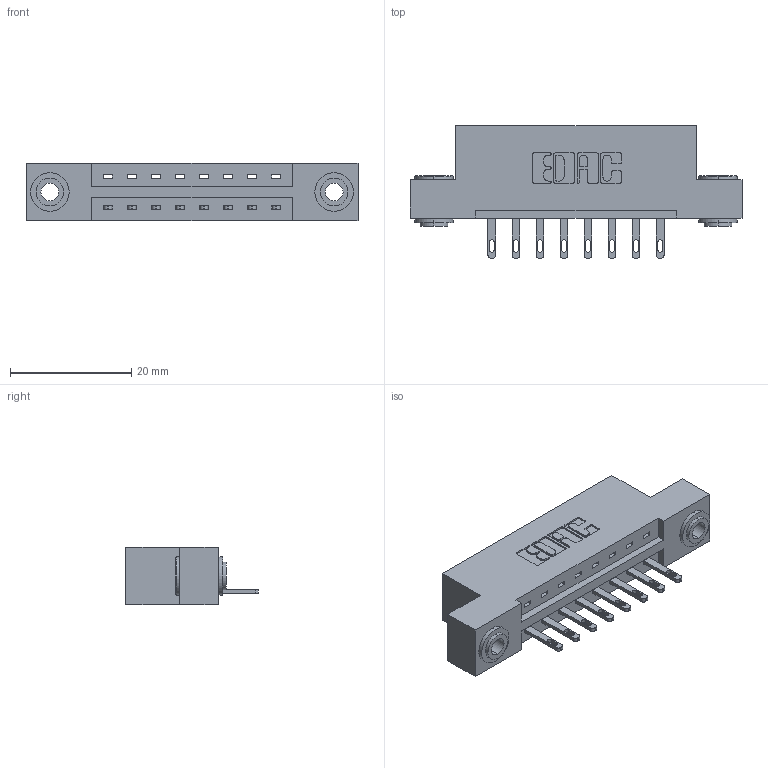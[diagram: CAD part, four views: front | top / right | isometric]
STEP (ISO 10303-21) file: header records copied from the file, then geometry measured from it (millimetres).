
FILE_DESCRIPTION (( 'STEP AP203' ), '1' );
FILE_NAME ('887-008-500-103.STEP', '2020-09-20T15:44:11', ( '' ), ( '' ), 'SwSTEP 2.0', 'SolidWorks 2020', '' );
FILE_SCHEMA (( 'CONFIG_CONTROL_DESIGN' ));
Length unit declared in the file: inch
Products named in the file (4): 887-008-500-103; 837 Part_Flush Mounting Lugs - 0.156 Dia-TH; 345-292-001_345-293-100; 345-250-002_345-250-002-102
Assembly tree (11 placements, depth 2):
  887-008-500-103
    837 Part_Flush Mounting Lugs - 0.156 Dia-TH
    345-292-001_345-293-100  x8
    345-250-002_345-250-002-102  x2
Bounding box: 54.71 x 21.85 x 9.4 mm (x, y, z)
Volume: 5285.2 mm3; surface area: 5524.2 mm2
Topology: 11 solids, 11 shells, 616 faces, 1827 edges, 1214 vertices
Faces by surface type: plane 400, cylinder 208, cone 8
Entity records: 10924 total; most frequent: CARTESIAN_POINT 1877, ORIENTED_EDGE 1814, DIRECTION 1685, EDGE_CURVE 907, LINE 751, VECTOR 751, VERTEX_POINT 602, AXIS2_PLACEMENT_3D 467
